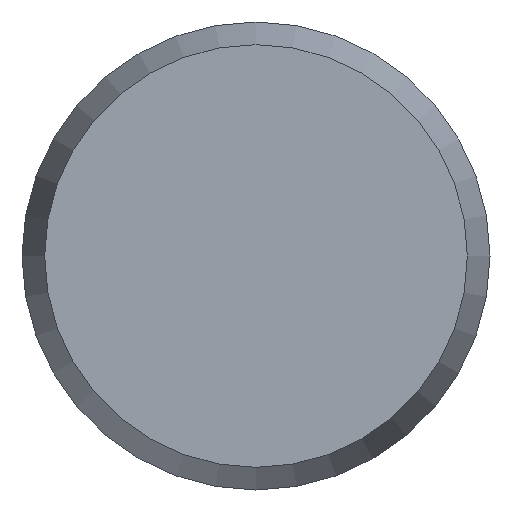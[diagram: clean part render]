
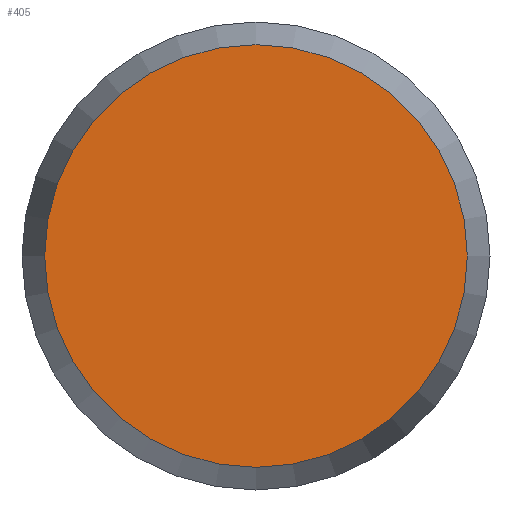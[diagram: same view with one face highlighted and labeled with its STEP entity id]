
A CAD part, front view. The second image highlights one B-rep face of the part: STEP entity #405.
In plain terms, the highlighted planar face has unit normal (0, -1, 0).
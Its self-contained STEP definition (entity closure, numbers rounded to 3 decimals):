
#47=PLANE('',#493);
#124=FACE_OUTER_BOUND('',#188,.T.);
#188=EDGE_LOOP('',(#362));
#195=CIRCLE('',#440,14.);
#227=VERTEX_POINT('',#651);
#261=EDGE_CURVE('',#227,#227,#195,.T.);
#362=ORIENTED_EDGE('',*,*,#261,.T.);
#405=ADVANCED_FACE('',(#124),#47,.T.);
#440=AXIS2_PLACEMENT_3D('',#652,#520,#521);
#493=AXIS2_PLACEMENT_3D('',#736,#630,#631);
#520=DIRECTION('center_axis',(0.,-1.,0.));
#521=DIRECTION('ref_axis',(0.,0.,-1.));
#630=DIRECTION('center_axis',(0.,-1.,0.));
#631=DIRECTION('ref_axis',(0.,0.,-1.));
#651=CARTESIAN_POINT('',(0.,-74.5,14.));
#652=CARTESIAN_POINT('Origin',(0.,-74.5,0.));
#736=CARTESIAN_POINT('Origin',(0.,-74.5,0.));
